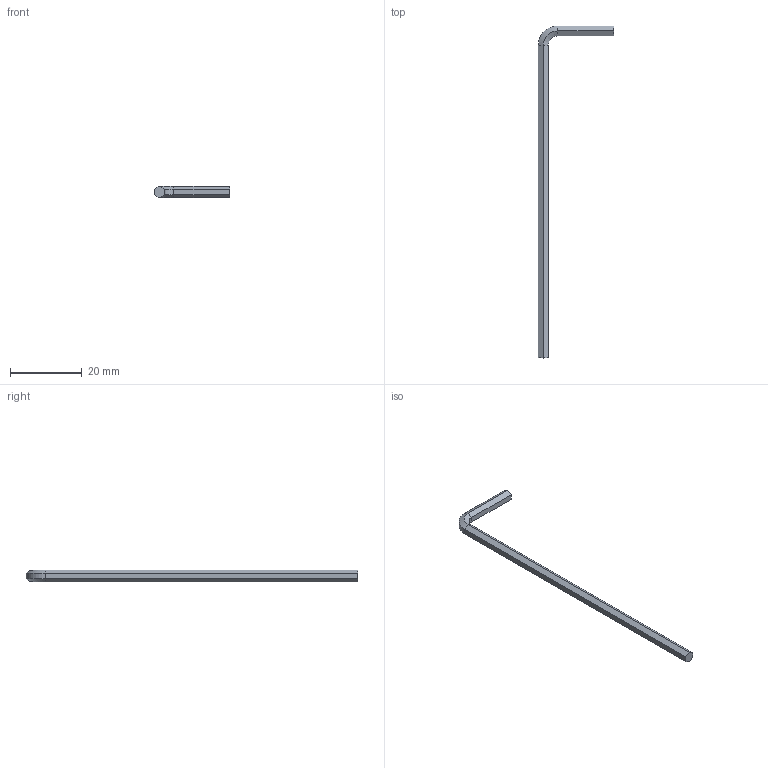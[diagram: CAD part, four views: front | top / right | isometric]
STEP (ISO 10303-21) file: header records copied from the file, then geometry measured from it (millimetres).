
FILE_DESCRIPTION (( 'STEP AP214' ), '1' );
FILE_NAME ('Hey Key 0.109in (2.7686mm).step', '2017-10-17T01:31:13', ( '' ), ( '' ), 'SwSTEP 2.0', 'SolidWorks 2017', '' );
FILE_SCHEMA (( 'AUTOMOTIVE_DESIGN' ));
Length unit declared in the file: millimetre
Products named in the file (1): Hey Key 0.109in (2.7686mm)
Bounding box: 21 x 92.6 x 3.2 mm (x, y, z)
Volume: 724.3 mm3; surface area: 1059.8 mm2
Topology: 1 solids, 1 shells, 20 faces, 42 edges, 24 vertices
Faces by surface type: plane 14, cone 4, cylinder 2
Entity records: 550 total; most frequent: DIRECTION 90, CARTESIAN_POINT 87, ORIENTED_EDGE 84, EDGE_CURVE 42, LINE 36, VECTOR 36, AXIS2_PLACEMENT_3D 27, VERTEX_POINT 24
